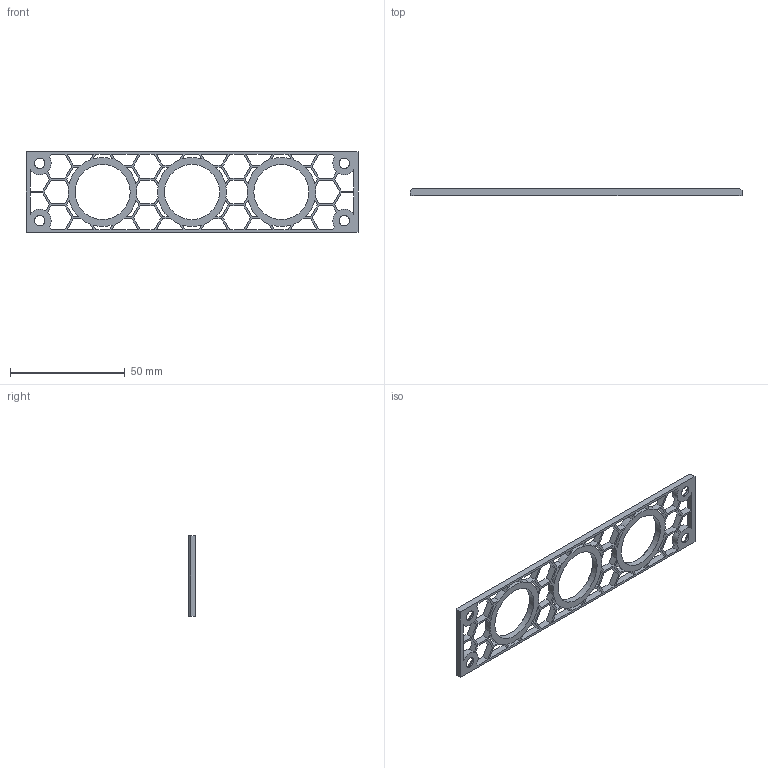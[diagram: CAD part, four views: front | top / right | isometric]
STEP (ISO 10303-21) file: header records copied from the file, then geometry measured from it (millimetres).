
FILE_DESCRIPTION(/* description */ (''),/* implementation_level */ '2;1');
FILE_NAME(/* name */ 'OSM - Outside Left Back Plate.step',/* time_stamp */ '2024-06-15T10:52:41-04:00',/* author */ (''),/* organization */ (''),/* preprocessor_version */ 'ST-DEVELOPER v20',/* originating_system */ 'Autodesk Translation Framework v13.14.0.145',/* authorisation */ '');
FILE_SCHEMA (('AUTOMOTIVE_DESIGN { 1 0 10303 214 3 1 1 }'));
Length unit declared in the file: millimetre
Products named in the file (1): Core
Bounding box: 144.8 x 3 x 35 mm (x, y, z)
Volume: 4897 mm3; surface area: 8914.6 mm2
Topology: 1 solids, 1 shells, 256 faces, 759 edges, 505 vertices
Faces by surface type: plane 198, cylinder 51, cone 7
Full cylindrical faces by diameter (mm): 4.5 x4, 24.05 x3
Entity records: 8726 total; most frequent: CARTESIAN_POINT 1521, ORIENTED_EDGE 1518, DIRECTION 1386, EDGE_CURVE 759, LINE 646, VECTOR 646, VERTEX_POINT 505, AXIS2_PLACEMENT_3D 370
